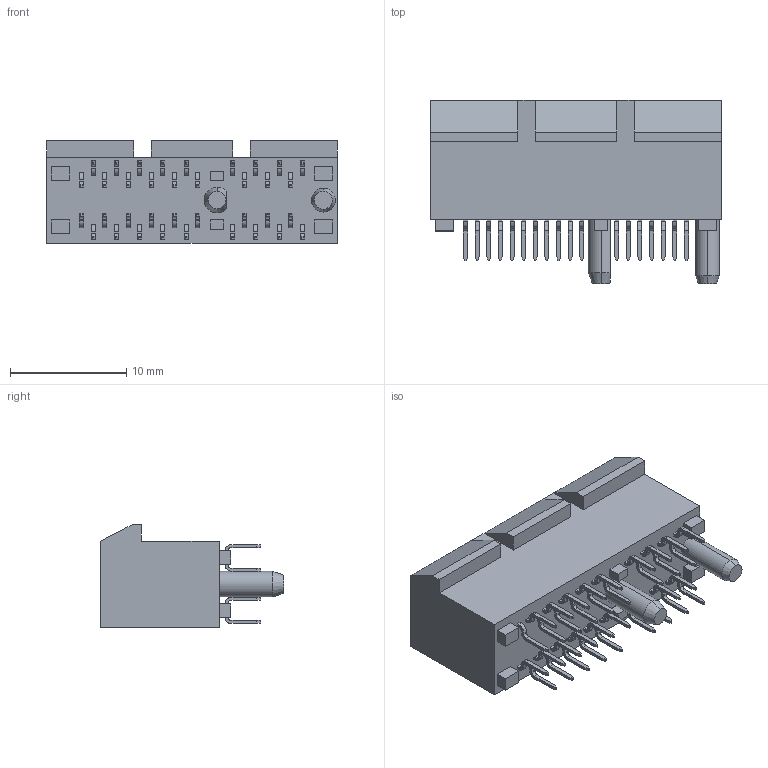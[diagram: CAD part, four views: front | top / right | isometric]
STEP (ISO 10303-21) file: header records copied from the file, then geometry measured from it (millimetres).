
FILE_DESCRIPTION (( 'STEP AP214' ), '1' );
FILE_NAME ('1001878310200TLF.STEP', '2023-04-30T07:41:01', ( '' ), ( '' ), 'SwSTEP 2.0', 'SolidWorks 2021', '' );
FILE_SCHEMA (( 'AUTOMOTIVE_DESIGN' ));
Length unit declared in the file: millimetre
Products named in the file (1): 1001878310200TLF
Bounding box: 25 x 15.8 x 8.8 mm (x, y, z)
Volume: 1754.1 mm3; surface area: 1710.3 mm2
Topology: 37 solids, 37 shells, 655 faces, 1697 edges, 1126 vertices
Faces by surface type: plane 502, cylinder 149, cone 4
Entity records: 26200 total; most frequent: CARTESIAN_POINT 3494, ORIENTED_EDGE 3394, DIRECTION 3310, EDGE_CURVE 1697, VECTOR 1394, LINE 1394, VERTEX_POINT 1126, AXIS2_PLACEMENT_3D 958
